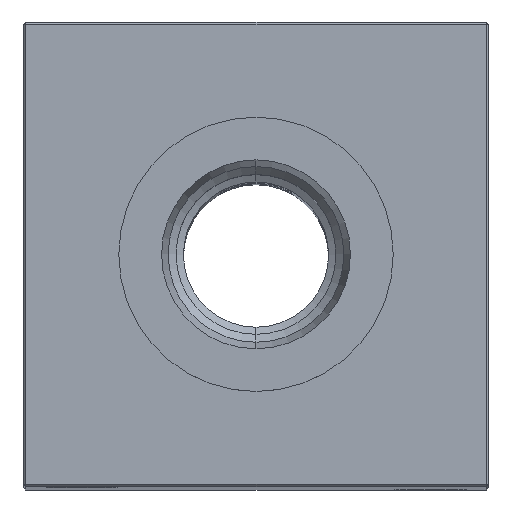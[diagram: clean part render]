
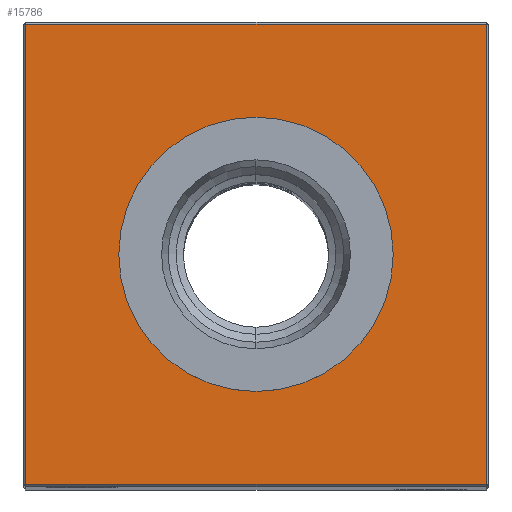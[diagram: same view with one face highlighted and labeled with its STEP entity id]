
A CAD part, top view. The second image highlights one B-rep face of the part: STEP entity #15786.
In plain terms, the highlighted planar face has unit normal (0, 0, 1).
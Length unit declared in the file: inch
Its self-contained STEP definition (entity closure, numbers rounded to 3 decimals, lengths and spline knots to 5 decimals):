
#942 = CARTESIAN_POINT ( 'NONE',  ( 0.99, -0.99, 8.25 ) ) ;
#987 = CIRCLE ( 'NONE', #12130, 0.59055 ) ;
#1365 = CARTESIAN_POINT ( 'NONE',  ( -0.99, 0., 8.25 ) ) ;
#1657 = LINE ( 'NONE', #1365, #6367 ) ;
#2040 = DIRECTION ( 'NONE',  ( 0., 1., 0. ) ) ;
#3344 = CARTESIAN_POINT ( 'NONE',  ( 0.99, 0.99, 8.25 ) ) ;
#3975 = FACE_OUTER_BOUND ( 'NONE', #24194, .T. ) ;
#4110 = EDGE_LOOP ( 'NONE', ( #9944, #26154 ) ) ;
#4263 = CARTESIAN_POINT ( 'NONE',  ( 0., 0.99, 8.25 ) ) ;
#4394 = LINE ( 'NONE', #4263, #20618 ) ;
#4459 = VERTEX_POINT ( 'NONE', #25947 ) ;
#4912 = CARTESIAN_POINT ( 'NONE',  ( 0., 0.59055, 8.25 ) ) ;
#5181 = EDGE_CURVE ( 'NONE', #4459, #23165, #987, .T. ) ;
#5800 = EDGE_CURVE ( 'NONE', #23165, #4459, #24525, .T. ) ;
#5890 = VERTEX_POINT ( 'NONE', #19880 ) ;
#6367 = VECTOR ( 'NONE', #24905, 39.37008 ) ;
#8083 = ORIENTED_EDGE ( 'NONE', *, *, #14713, .T. ) ;
#8429 = DIRECTION ( 'NONE',  ( -1., 0., 0. ) ) ;
#8448 = CARTESIAN_POINT ( 'NONE',  ( 0., 0., 8.25 ) ) ;
#9113 = DIRECTION ( 'NONE',  ( 1., 0., 0. ) ) ;
#9839 = DIRECTION ( 'NONE',  ( 0., 0., -1. ) ) ;
#9944 = ORIENTED_EDGE ( 'NONE', *, *, #5800, .T. ) ;
#10356 = VERTEX_POINT ( 'NONE', #942 ) ;
#10396 = DIRECTION ( 'NONE',  ( -1., 0., 0. ) ) ;
#10678 = DIRECTION ( 'NONE',  ( -1., 0., 0. ) ) ;
#12130 = AXIS2_PLACEMENT_3D ( 'NONE', #23178, #17066, #21380 ) ;
#13883 = VERTEX_POINT ( 'NONE', #18720 ) ;
#14314 = AXIS2_PLACEMENT_3D ( 'NONE', #8448, #25435, #10678 ) ;
#14713 = EDGE_CURVE ( 'NONE', #13883, #5890, #1657, .T. ) ;
#15248 = CARTESIAN_POINT ( 'NONE',  ( 0., -0.99, 8.25 ) ) ;
#15786 = ADVANCED_FACE ( 'NONE', ( #3975, #18346 ), #18754, .F. ) ;
#15869 = VECTOR ( 'NONE', #9113, 39.37008 ) ;
#16454 = ORIENTED_EDGE ( 'NONE', *, *, #17931, .T. ) ;
#17066 = DIRECTION ( 'NONE',  ( 0., 0., -1. ) ) ;
#17931 = EDGE_CURVE ( 'NONE', #5890, #10356, #26362, .T. ) ;
#18346 = FACE_BOUND ( 'NONE', #4110, .T. ) ;
#18720 = CARTESIAN_POINT ( 'NONE',  ( -0.99, 0.99, 8.25 ) ) ;
#18754 = PLANE ( 'NONE',  #22697 ) ;
#18761 = LINE ( 'NONE', #27245, #23577 ) ;
#19232 = ORIENTED_EDGE ( 'NONE', *, *, #19750, .T. ) ;
#19750 = EDGE_CURVE ( 'NONE', #10356, #22118, #18761, .T. ) ;
#19880 = CARTESIAN_POINT ( 'NONE',  ( -0.99, -0.99, 8.25 ) ) ;
#20618 = VECTOR ( 'NONE', #8429, 39.37008 ) ;
#21380 = DIRECTION ( 'NONE',  ( -1., 0., 0. ) ) ;
#22118 = VERTEX_POINT ( 'NONE', #3344 ) ;
#22697 = AXIS2_PLACEMENT_3D ( 'NONE', #27237, #9839, #10396 ) ;
#23165 = VERTEX_POINT ( 'NONE', #4912 ) ;
#23178 = CARTESIAN_POINT ( 'NONE',  ( 0., 0., 8.25 ) ) ;
#23577 = VECTOR ( 'NONE', #2040, 39.37008 ) ;
#24194 = EDGE_LOOP ( 'NONE', ( #8083, #16454, #19232, #25667 ) ) ;
#24525 = CIRCLE ( 'NONE', #14314, 0.59055 ) ;
#24905 = DIRECTION ( 'NONE',  ( 0., -1., 0. ) ) ;
#25435 = DIRECTION ( 'NONE',  ( 0., 0., -1. ) ) ;
#25667 = ORIENTED_EDGE ( 'NONE', *, *, #27477, .T. ) ;
#25947 = CARTESIAN_POINT ( 'NONE',  ( 0., -0.59055, 8.25 ) ) ;
#26154 = ORIENTED_EDGE ( 'NONE', *, *, #5181, .T. ) ;
#26362 = LINE ( 'NONE', #15248, #15869 ) ;
#27237 = CARTESIAN_POINT ( 'NONE',  ( 0., 0., 8.25 ) ) ;
#27245 = CARTESIAN_POINT ( 'NONE',  ( 0.99, 0., 8.25 ) ) ;
#27477 = EDGE_CURVE ( 'NONE', #22118, #13883, #4394, .T. ) ;
